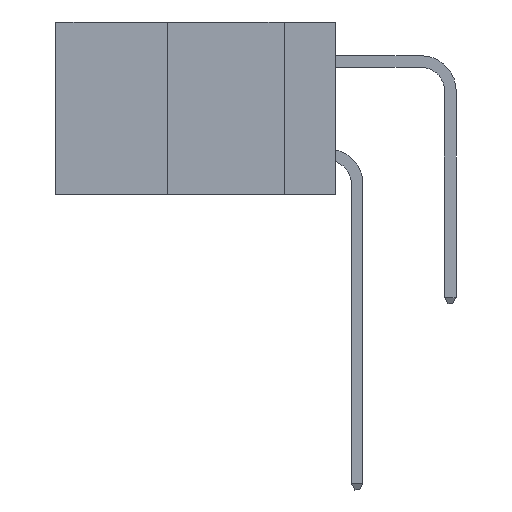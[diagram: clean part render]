
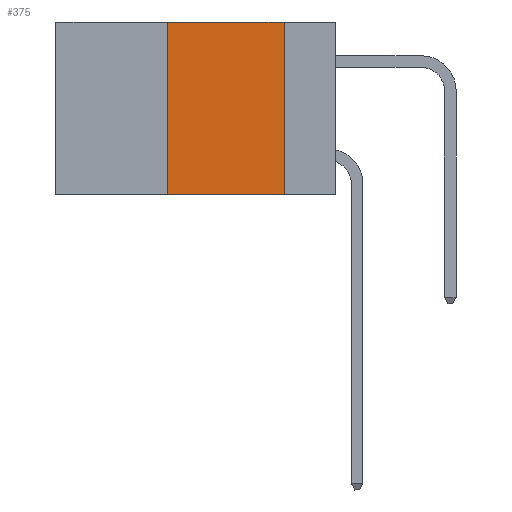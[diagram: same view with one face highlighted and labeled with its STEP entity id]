
A CAD part, left-side view. The second image highlights one B-rep face of the part: STEP entity #375.
In plain terms, the highlighted planar face has unit normal (-1, 0, 0).
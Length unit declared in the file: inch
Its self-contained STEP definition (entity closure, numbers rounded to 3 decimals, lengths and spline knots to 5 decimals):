
#375 = ADVANCED_FACE ( 'NONE', ( #8074 ), #20343, .F. ) ;
#694 = VERTEX_POINT ( 'NONE', #18402 ) ;
#705 = EDGE_CURVE ( 'NONE', #8027, #694, #15273, .T. ) ;
#1177 = VECTOR ( 'NONE', #15287, 39.37008 ) ;
#1798 = CARTESIAN_POINT ( 'NONE',  ( 0., 0.11, 0. ) ) ;
#2658 = VECTOR ( 'NONE', #19642, 39.37008 ) ;
#3114 = CARTESIAN_POINT ( 'NONE',  ( 0., 0.36, 0. ) ) ;
#3371 = CARTESIAN_POINT ( 'NONE',  ( 0., 0.36, 0. ) ) ;
#3882 = DIRECTION ( 'NONE',  ( 0., 0., 1. ) ) ;
#4647 = ORIENTED_EDGE ( 'NONE', *, *, #11037, .F. ) ;
#6219 = CARTESIAN_POINT ( 'NONE',  ( 0., 0.36, -0.37 ) ) ;
#6791 = LINE ( 'NONE', #1798, #2658 ) ;
#7740 = CARTESIAN_POINT ( 'NONE',  ( 0., 0.6, -0.37 ) ) ;
#7814 = EDGE_CURVE ( 'NONE', #8027, #16130, #19624, .T. ) ;
#8027 = VERTEX_POINT ( 'NONE', #6219 ) ;
#8074 = FACE_OUTER_BOUND ( 'NONE', #11866, .T. ) ;
#8139 = CARTESIAN_POINT ( 'NONE',  ( 0., 0.11, 0. ) ) ;
#9002 = VECTOR ( 'NONE', #3882, 39.37008 ) ;
#9034 = ORIENTED_EDGE ( 'NONE', *, *, #7814, .F. ) ;
#9517 = DIRECTION ( 'NONE',  ( 0., -1., 0. ) ) ;
#11037 = EDGE_CURVE ( 'NONE', #16130, #21103, #18061, .T. ) ;
#11866 = EDGE_LOOP ( 'NONE', ( #21164, #4647, #9034, #13186 ) ) ;
#13186 = ORIENTED_EDGE ( 'NONE', *, *, #705, .T. ) ;
#15273 = LINE ( 'NONE', #7740, #16105 ) ;
#15287 = DIRECTION ( 'NONE',  ( 0., -1., 0. ) ) ;
#16105 = VECTOR ( 'NONE', #9517, 39.37008 ) ;
#16130 = VERTEX_POINT ( 'NONE', #3114 ) ;
#17951 = EDGE_CURVE ( 'NONE', #21103, #694, #6791, .T. ) ;
#18061 = LINE ( 'NONE', #22377, #1177 ) ;
#18402 = CARTESIAN_POINT ( 'NONE',  ( 0., 0.11, -0.37 ) ) ;
#18456 = DIRECTION ( 'NONE',  ( 1., 0., 0. ) ) ;
#19624 = LINE ( 'NONE', #3371, #9002 ) ;
#19642 = DIRECTION ( 'NONE',  ( 0., 0., -1. ) ) ;
#20186 = CARTESIAN_POINT ( 'NONE',  ( 0., 0.6, 0. ) ) ;
#20261 = DIRECTION ( 'NONE',  ( 0., 0., -1. ) ) ;
#20343 = PLANE ( 'NONE',  #22051 ) ;
#21103 = VERTEX_POINT ( 'NONE', #8139 ) ;
#21164 = ORIENTED_EDGE ( 'NONE', *, *, #17951, .F. ) ;
#22051 = AXIS2_PLACEMENT_3D ( 'NONE', #20186, #18456, #20261 ) ;
#22377 = CARTESIAN_POINT ( 'NONE',  ( 0., 0.6, 0. ) ) ;
